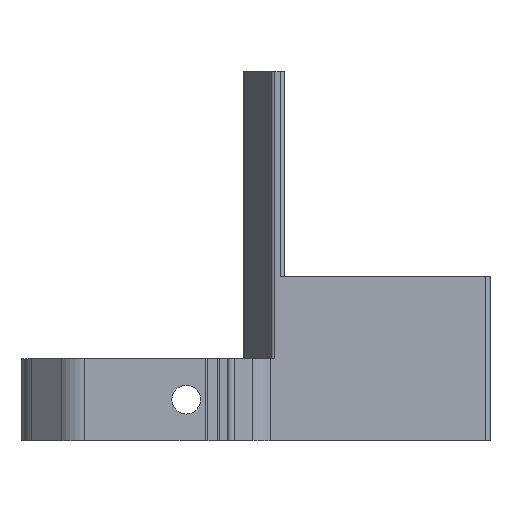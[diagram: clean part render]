
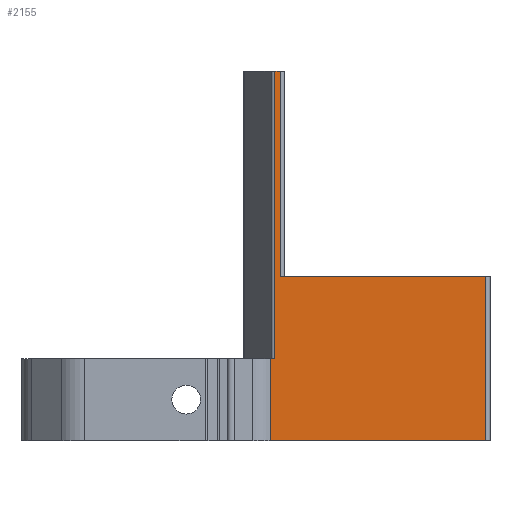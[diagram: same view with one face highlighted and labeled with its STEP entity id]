
A CAD part, front view. The second image highlights one B-rep face of the part: STEP entity #2155.
In plain terms, the highlighted planar face has unit normal (0, -1, 0).
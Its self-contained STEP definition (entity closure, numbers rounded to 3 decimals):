
#99=PLANE('',#2418);
#219=FACE_OUTER_BOUND('',#358,.T.);
#358=EDGE_LOOP('',(#1964,#1965,#1966,#1967,#1968,#1969,#1970,#1971));
#451=LINE('',#3431,#629);
#460=LINE('',#3460,#638);
#464=LINE('',#3485,#642);
#486=LINE('',#3565,#664);
#488=LINE('',#3573,#666);
#494=LINE('',#3590,#672);
#513=LINE('',#3673,#691);
#523=LINE('',#3703,#701);
#629=VECTOR('',#2772,10.);
#638=VECTOR('',#2797,10.);
#642=VECTOR('',#2829,10.);
#664=VECTOR('',#2893,10.);
#666=VECTOR('',#2901,10.);
#672=VECTOR('',#2919,10.);
#691=VECTOR('',#3000,10.);
#701=VECTOR('',#3042,10.);
#948=VERTEX_POINT('',#3427);
#950=VERTEX_POINT('',#3430);
#962=VERTEX_POINT('',#3458);
#969=VERTEX_POINT('',#3484);
#1001=VERTEX_POINT('',#3562);
#1002=VERTEX_POINT('',#3564);
#1004=VERTEX_POINT('',#3570);
#1039=VERTEX_POINT('',#3671);
#1206=EDGE_CURVE('',#950,#948,#451,.T.);
#1221=EDGE_CURVE('',#948,#962,#460,.T.);
#1233=EDGE_CURVE('',#950,#969,#464,.T.);
#1271=EDGE_CURVE('',#1002,#1001,#486,.T.);
#1275=EDGE_CURVE('',#962,#1004,#488,.T.);
#1285=EDGE_CURVE('',#1004,#1002,#494,.T.);
#1324=EDGE_CURVE('',#1001,#1039,#513,.T.);
#1338=EDGE_CURVE('',#1039,#969,#523,.T.);
#1964=ORIENTED_EDGE('',*,*,#1206,.T.);
#1965=ORIENTED_EDGE('',*,*,#1221,.T.);
#1966=ORIENTED_EDGE('',*,*,#1275,.T.);
#1967=ORIENTED_EDGE('',*,*,#1285,.T.);
#1968=ORIENTED_EDGE('',*,*,#1271,.T.);
#1969=ORIENTED_EDGE('',*,*,#1324,.T.);
#1970=ORIENTED_EDGE('',*,*,#1338,.T.);
#1971=ORIENTED_EDGE('',*,*,#1233,.F.);
#2155=ADVANCED_FACE('',(#219),#99,.F.);
#2418=AXIS2_PLACEMENT_3D('',#3739,#3092,#3093);
#2772=DIRECTION('',(0.,0.,1.));
#2797=DIRECTION('',(-1.,0.,0.));
#2829=DIRECTION('',(-1.,0.,0.));
#2893=DIRECTION('',(0.,0.,-1.));
#2901=DIRECTION('',(0.,0.,1.));
#2919=DIRECTION('',(-1.,0.,0.));
#3000=DIRECTION('',(-1.,0.,0.));
#3042=DIRECTION('',(0.,0.,-1.));
#3092=DIRECTION('center_axis',(0.,1.,0.));
#3093=DIRECTION('ref_axis',(-1.,0.,0.));
#3427=CARTESIAN_POINT('',(46.5,-63.5,20.));
#3430=CARTESIAN_POINT('',(46.5,-63.5,0.));
#3431=CARTESIAN_POINT('',(46.5,-63.5,0.));
#3458=CARTESIAN_POINT('',(21.5,-63.5,20.));
#3460=CARTESIAN_POINT('',(47.,-63.5,20.));
#3484=CARTESIAN_POINT('',(20.243,-63.5,0.));
#3485=CARTESIAN_POINT('',(47.,-63.5,0.));
#3562=CARTESIAN_POINT('',(20.787,-63.5,10.));
#3564=CARTESIAN_POINT('',(20.787,-63.5,45.));
#3565=CARTESIAN_POINT('',(20.787,-63.5,17.5));
#3570=CARTESIAN_POINT('',(21.5,-63.5,45.));
#3573=CARTESIAN_POINT('',(21.5,-63.5,20.));
#3590=CARTESIAN_POINT('',(17.,-63.5,45.));
#3671=CARTESIAN_POINT('',(20.243,-63.5,10.));
#3673=CARTESIAN_POINT('',(47.,-63.5,10.));
#3703=CARTESIAN_POINT('',(20.243,-63.5,0.));
#3739=CARTESIAN_POINT('Origin',(47.,-63.5,0.));
